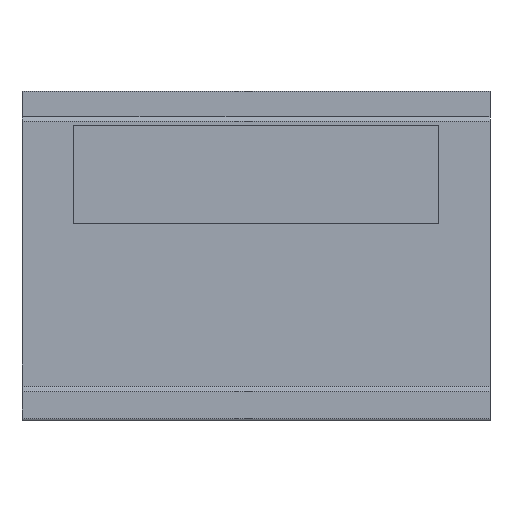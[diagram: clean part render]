
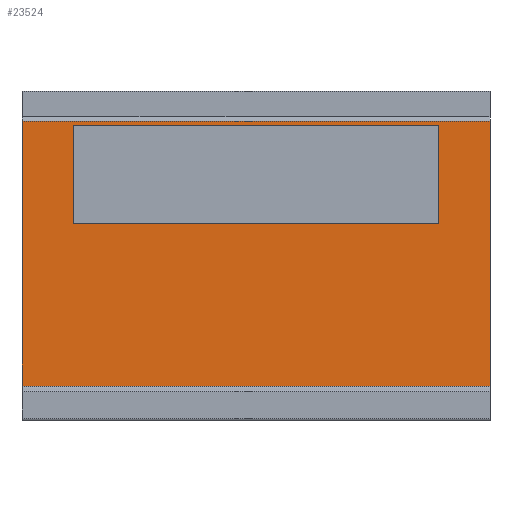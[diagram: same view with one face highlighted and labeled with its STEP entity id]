
A CAD part, front view. The second image highlights one B-rep face of the part: STEP entity #23524.
In plain terms, the highlighted planar face has unit normal (0, -1, 0).
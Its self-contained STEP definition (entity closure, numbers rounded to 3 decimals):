
#2860=CARTESIAN_POINT('',(88.0,-23.,52.718));
#2861=VERTEX_POINT('',#2860);
#2868=CARTESIAN_POINT('',(88.0,-23.,2.913));
#2869=VERTEX_POINT('',#2868);
#2870=CARTESIAN_POINT('',(88.0,-23.,2.913));
#2871=DIRECTION('',(0.0,0.0,1.0));
#2872=VECTOR('',#2871,49.805);
#2873=LINE('',#2870,#2872);
#2874=EDGE_CURVE('',#2869,#2861,#2873,.T.);
#23154=CARTESIAN_POINT('',(0.0,-23.,2.913));
#23155=VERTEX_POINT('',#23154);
#23163=CARTESIAN_POINT('',(0.0,-23.,52.718));
#23164=VERTEX_POINT('',#23163);
#23165=CARTESIAN_POINT('',(0.,-23.,52.718));
#23166=DIRECTION('',(0.0,0.0,-1.0));
#23167=VECTOR('',#23166,49.805);
#23168=LINE('',#23165,#23167);
#23169=EDGE_CURVE('',#23164,#23155,#23168,.T.);
#23503=CARTESIAN_POINT('',(88.0,-23.,52.718));
#23504=DIRECTION('',(0.0,-1.0,0.0));
#23505=DIRECTION('',(1.0,0.0,0.0));
#23506=AXIS2_PLACEMENT_3D('',#23503,#23504,#23505);
#23507=PLANE('',#23506);
#23508=ORIENTED_EDGE('',*,*,#23169,.T.);
#23509=CARTESIAN_POINT('',(88.0,-23.,2.913));
#23510=DIRECTION('',(-1.0,0.0,0.0));
#23511=VECTOR('',#23510,88.0);
#23512=LINE('',#23509,#23511);
#23513=EDGE_CURVE('',#2869,#23155,#23512,.T.);
#23514=ORIENTED_EDGE('',*,*,#23513,.F.);
#23515=ORIENTED_EDGE('',*,*,#2874,.T.);
#23516=CARTESIAN_POINT('',(88.0,-23.,52.718));
#23517=DIRECTION('',(-1.0,0.0,0.0));
#23518=VECTOR('',#23517,88.0);
#23519=LINE('',#23516,#23518);
#23520=EDGE_CURVE('',#2861,#23164,#23519,.T.);
#23521=ORIENTED_EDGE('',*,*,#23520,.T.);
#23522=EDGE_LOOP('',(#23508,#23514,#23515,#23521));
#23523=FACE_OUTER_BOUND('',#23522,.T.);
#23524=ADVANCED_FACE('',(#23523),#23507,.T.);
